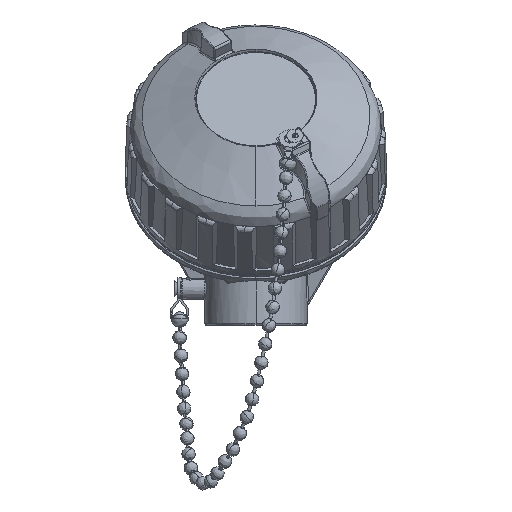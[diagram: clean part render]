
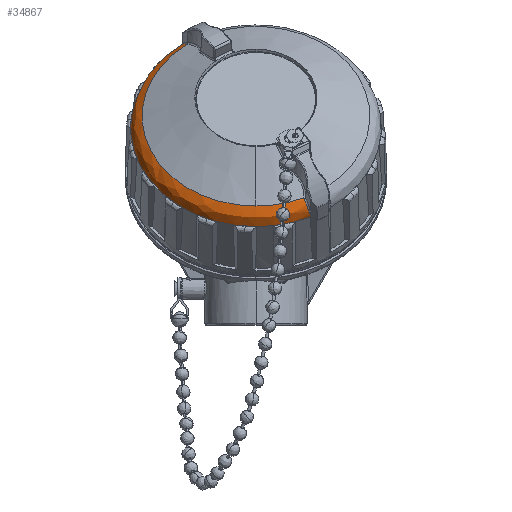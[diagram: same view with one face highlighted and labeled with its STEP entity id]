
A CAD part, left-side view. The second image highlights one B-rep face of the part: STEP entity #34867.
In plain terms, the highlighted free-form (B-spline) face has degree [3, 3] with [4, 4] control points.
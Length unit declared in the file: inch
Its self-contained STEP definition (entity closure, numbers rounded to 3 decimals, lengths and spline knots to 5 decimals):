
#307 = CARTESIAN_POINT ( 'NONE',  ( -2.57996, 0.97589, 1.58505 ) ) ;
#457 = CARTESIAN_POINT ( 'NONE',  ( -4.19822, -0.72002, -0.68815 ) ) ;
#808 = AXIS2_PLACEMENT_3D ( 'NONE', #29055, #41607, #4214 ) ;
#2061 = CARTESIAN_POINT ( 'NONE',  ( -4.31916, -0.62899, -0.43796 ) ) ;
#2819 = CARTESIAN_POINT ( 'NONE',  ( -4.26496, -0.69569, -0.62626 ) ) ;
#2879 = ORIENTED_EDGE ( 'NONE', *, *, #48117, .F. ) ;
#3606 = CARTESIAN_POINT ( 'NONE',  ( -4.29982, -0.68105, -0.56565 ) ) ;
#3839 = CIRCLE ( 'NONE', #9969, 1.65388 ) ;
#4214 = DIRECTION ( 'NONE',  ( -0.317, 0.857, -0.406 ) ) ;
#4313 = CIRCLE ( 'NONE', #808, 1.65388 ) ;
#5582 = DIRECTION ( 'NONE',  ( -0.528, -0.515, -0.675 ) ) ;
#5749 = CARTESIAN_POINT ( 'NONE',  ( -3.47807, 0.00015, 0.63859 ) ) ;
#6903 = CARTESIAN_POINT ( 'NONE',  ( -4.21052, -0.71957, -0.67803 ) ) ;
#7106 = CARTESIAN_POINT ( 'NONE',  ( -4.26496, -0.69569, -0.62626 ) ) ;
#7393 = CARTESIAN_POINT ( 'NONE',  ( -3.28159, 0.00015, 0.48508 ) ) ;
#7580 = FACE_OUTER_BOUND ( 'NONE', #27693, .T. ) ;
#8757 = CARTESIAN_POINT ( 'NONE',  ( -2.4872, 0.97814, 1.55323 ) ) ;
#9040 = CARTESIAN_POINT ( 'NONE',  ( -2.51631, 0.9797, 1.56521 ) ) ;
#9279 = CIRCLE ( 'NONE', #24104, 1.50407 ) ;
#9596 = CARTESIAN_POINT ( 'NONE',  ( -4.40407, 0.00015, -0.54663 ) ) ;
#9610 = EDGE_CURVE ( 'NONE', #50285, #42181, #50181, .T. ) ;
#9901 = EDGE_CURVE ( 'NONE', #42181, #35401, #9279, .T. ) ;
#9969 = AXIS2_PLACEMENT_3D ( 'NONE', #7393, #24060, #24313 ) ;
#10584 = AXIS2_PLACEMENT_3D ( 'NONE', #42982, #46532, #5582 ) ;
#11166 = CARTESIAN_POINT ( 'NONE',  ( -3.47169, 3.30483, 0.24176 ) ) ;
#11436 = CARTESIAN_POINT ( 'NONE',  ( -4.30438, -0.67873, -0.41903 ) ) ;
#12655 = VERTEX_POINT ( 'NONE', #457 ) ;
#13968 = CARTESIAN_POINT ( 'NONE',  ( -2.46037, 0.97794, 1.5362 ) ) ;
#15258 = CARTESIAN_POINT ( 'NONE',  ( -3.55459, 3.29745, 0.3074 ) ) ;
#15901 = CARTESIAN_POINT ( 'NONE',  ( -4.25524, -0.70306, -0.63649 ) ) ;
#16163 = CARTESIAN_POINT ( 'NONE',  ( -4.31809, -0.65828, -0.50155 ) ) ;
#16203 = EDGE_CURVE ( 'NONE', #46796, #37586, #19165, .T. ) ;
#17547 = EDGE_CURVE ( 'NONE', #12655, #50285, #30732, .T. ) ;
#18804 = CARTESIAN_POINT ( 'NONE',  ( -4.2715, -0.74468, -0.61019 ) ) ;
#19165 = B_SPLINE_CURVE_WITH_KNOTS ( 'NONE', 3,
 ( #37685, #21591, #38228, #25157, #307, #50230 ),
 .UNSPECIFIED., .F., .F.,
 ( 4, 2, 4 ),
 ( 0., 0.5, 1. ),
 .UNSPECIFIED. ) ;
#19357 = CARTESIAN_POINT ( 'NONE',  ( -3.65095, 3.00547, 0.41731 ) ) ;
#19624 = CARTESIAN_POINT ( 'NONE',  ( -2.72163, 0.86769, 1.60678 ) ) ;
#19880 = CARTESIAN_POINT ( 'NONE',  ( -4.1902, -0.74635, -0.67789 ) ) ;
#20436 = EDGE_CURVE ( 'NONE', #35401, #46796, #35001, .T. ) ;
#21591 = CARTESIAN_POINT ( 'NONE',  ( -2.71225, 0.92786, 1.59068 ) ) ;
#22582 = EDGE_CURVE ( 'NONE', #31024, #25200, #3839, .T. ) ;
#23265 = ORIENTED_EDGE ( 'NONE', *, *, #16203, .T. ) ;
#23724 = CARTESIAN_POINT ( 'NONE',  ( -4.98986, 1.82151, -1.7014 ) ) ;
#24060 = DIRECTION ( 'NONE',  ( 0.788, 0., -0.616 ) ) ;
#24104 = AXIS2_PLACEMENT_3D ( 'NONE', #5749, #34685, #30577 ) ;
#24313 = DIRECTION ( 'NONE',  ( -0.317, 0.857, -0.406 ) ) ;
#24360 = CARTESIAN_POINT ( 'NONE',  ( -4.24465, -0.70897, -0.64696 ) ) ;
#24361 = CARTESIAN_POINT ( 'NONE',  ( -4.32147, -0.64442, -0.46903 ) ) ;
#24617 = CARTESIAN_POINT ( 'NONE',  ( -2.46037, 0.97794, 1.5362 ) ) ;
#25157 = CARTESIAN_POINT ( 'NONE',  ( -2.61389, 0.96618, 1.59224 ) ) ;
#25200 = VERTEX_POINT ( 'NONE', #13968 ) ;
#25430 = CARTESIAN_POINT ( 'NONE',  ( -2.53168, 0.98094, 1.56957 ) ) ;
#25674 = ORIENTED_EDGE ( 'NONE', *, *, #22582, .F. ) ;
#27693 = EDGE_LOOP ( 'NONE', ( #2879, #30475, #40851, #32390, #40063, #23265, #44265, #25674 ) ) ;
#28444 = CARTESIAN_POINT ( 'NONE',  ( -4.19822, -0.72002, -0.68815 ) ) ;
#29055 = CARTESIAN_POINT ( 'NONE',  ( -3.28159, 0.00015, 0.48508 ) ) ;
#30475 = ORIENTED_EDGE ( 'NONE', *, *, #17547, .T. ) ;
#30570 = CARTESIAN_POINT ( 'NONE',  ( -2.74175, 0.91221, 1.58103 ) ) ;
#30577 = DIRECTION ( 'NONE',  ( -0.528, -0.515, -0.675 ) ) ;
#30732 = B_SPLINE_CURVE_WITH_KNOTS ( 'NONE', 3,
 ( #28444, #6903, #37150, #24360, #15901, #53006 ),
 .UNSPECIFIED., .F., .F.,
 ( 4, 2, 4 ),
 ( -0.00027, 0.00093, 0.00213 ),
 .UNSPECIFIED. ) ;
#31024 = VERTEX_POINT ( 'NONE', #33988 ) ;
#31344 = CARTESIAN_POINT ( 'NONE',  ( -3.6198, 3.18856, 0.37126 ) ) ;
#31401 =( BOUNDED_SURFACE ( )  B_SPLINE_SURFACE ( 3, 3, ( 
 ( #19624, #19357, #35999, #11436 ),
 ( #52627, #31344, #39552, #36259 ),
 ( #44718, #15258, #48538, #18804 ),
 ( #47998, #11166, #23724, #19880 ) ),
 .UNSPECIFIED., .F., .F., .T. ) 
 B_SPLINE_SURFACE_WITH_KNOTS ( ( 4, 4 ),
 ( 4, 4 ),
 ( 0., 1. ),
 ( 0., 1. ),
 .UNSPECIFIED. ) 
 GEOMETRIC_REPRESENTATION_ITEM ( )  RATIONAL_B_SPLINE_SURFACE ( (
 ( 1., 0.382, 0.382, 1.),
 ( 0.916, 0.35, 0.35, 0.916),
 ( 0.916, 0.35, 0.35, 0.916),
 ( 1., 0.382, 0.382, 1.) ) ) 
 REPRESENTATION_ITEM ( '' )  SURFACE ( )  );
#32390 = ORIENTED_EDGE ( 'NONE', *, *, #9901, .T. ) ;
#32802 = CARTESIAN_POINT ( 'NONE',  ( -4.31916, -0.62899, -0.43796 ) ) ;
#33988 = CARTESIAN_POINT ( 'NONE',  ( -4.29982, 0.00015, -0.8182 ) ) ;
#34685 = DIRECTION ( 'NONE',  ( 0.788, 0., -0.616 ) ) ;
#34867 = ADVANCED_FACE ( 'NONE', ( #7580 ), #31401, .T. ) ;
#35001 = CIRCLE ( 'NONE', #10584, 1.50407 ) ;
#35401 = VERTEX_POINT ( 'NONE', #9596 ) ;
#35999 = CARTESIAN_POINT ( 'NONE',  ( -5.03159, 1.65652, -1.34983 ) ) ;
#36259 = CARTESIAN_POINT ( 'NONE',  ( -4.31303, -0.72009, -0.51604 ) ) ;
#37150 = CARTESIAN_POINT ( 'NONE',  ( -4.22236, -0.71719, -0.66767 ) ) ;
#37586 = VERTEX_POINT ( 'NONE', #38696 ) ;
#37685 = CARTESIAN_POINT ( 'NONE',  ( -2.74175, 0.91221, 1.58103 ) ) ;
#38228 = CARTESIAN_POINT ( 'NONE',  ( -2.68004, 0.94216, 1.59505 ) ) ;
#38696 = CARTESIAN_POINT ( 'NONE',  ( -2.54729, 0.98255, 1.57226 ) ) ;
#39552 = CARTESIAN_POINT ( 'NONE',  ( -5.08455, 1.75743, -1.50354 ) ) ;
#40063 = ORIENTED_EDGE ( 'NONE', *, *, #20436, .T. ) ;
#40851 = ORIENTED_EDGE ( 'NONE', *, *, #9610, .T. ) ;
#41607 = DIRECTION ( 'NONE',  ( 0.788, 0., -0.616 ) ) ;
#42181 = VERTEX_POINT ( 'NONE', #2061 ) ;
#42330 = CARTESIAN_POINT ( 'NONE',  ( -2.47327, 0.9778, 1.54554 ) ) ;
#42982 = CARTESIAN_POINT ( 'NONE',  ( -3.47807, 0.00015, 0.63859 ) ) ;
#44265 = ORIENTED_EDGE ( 'NONE', *, *, #45320, .F. ) ;
#44718 = CARTESIAN_POINT ( 'NONE',  ( -2.53499, 0.95197, 1.61244 ) ) ;
#45090 = CARTESIAN_POINT ( 'NONE',  ( -4.28493, -0.68995, -0.59721 ) ) ;
#45320 = EDGE_CURVE ( 'NONE', #25200, #37586, #50588, .T. ) ;
#46532 = DIRECTION ( 'NONE',  ( 0.788, 0., -0.616 ) ) ;
#46796 = VERTEX_POINT ( 'NONE', #30570 ) ;
#47998 = CARTESIAN_POINT ( 'NONE',  ( -2.44981, 0.9541, 1.54972 ) ) ;
#48117 = EDGE_CURVE ( 'NONE', #12655, #31024, #4313, .T. ) ;
#48538 = CARTESIAN_POINT ( 'NONE',  ( -5.06937, 1.81744, -1.63142 ) ) ;
#50181 = B_SPLINE_CURVE_WITH_KNOTS ( 'NONE', 3,
 ( #2819, #45090, #3606, #16163, #24361, #32802 ),
 .UNSPECIFIED., .F., .F.,
 ( 4, 2, 4 ),
 ( 0., 0.5, 1. ),
 .UNSPECIFIED. ) ;
#50230 = CARTESIAN_POINT ( 'NONE',  ( -2.54729, 0.98255, 1.57226 ) ) ;
#50285 = VERTEX_POINT ( 'NONE', #7106 ) ;
#50588 = B_SPLINE_CURVE_WITH_KNOTS ( 'NONE', 3,
 ( #24617, #42330, #8757, #9040, #25430, #53780 ),
 .UNSPECIFIED., .F., .F.,
 ( 4, 2, 4 ),
 ( -0.00027, 0.00093, 0.00213 ),
 .UNSPECIFIED. ) ;
#52627 = CARTESIAN_POINT ( 'NONE',  ( -2.63386, 0.92054, 1.6332 ) ) ;
#53006 = CARTESIAN_POINT ( 'NONE',  ( -4.26496, -0.69569, -0.62626 ) ) ;
#53780 = CARTESIAN_POINT ( 'NONE',  ( -2.54729, 0.98255, 1.57226 ) ) ;
